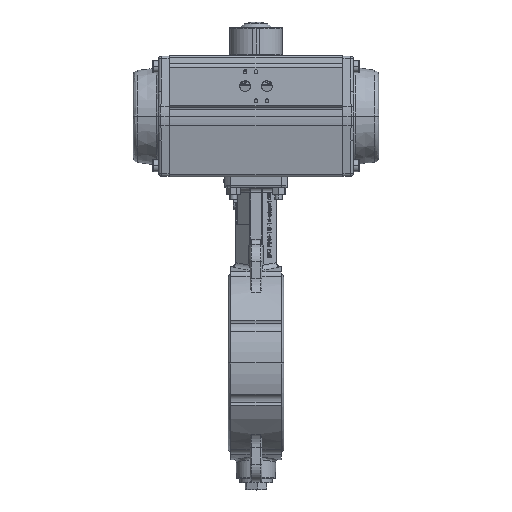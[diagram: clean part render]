
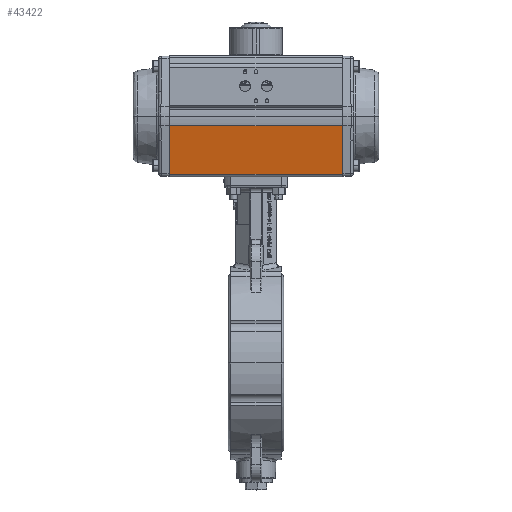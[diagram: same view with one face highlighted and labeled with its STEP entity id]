
A CAD part, top view. The second image highlights one B-rep face of the part: STEP entity #43422.
In plain terms, the highlighted planar face has unit normal (0, 0.185, -0.983).
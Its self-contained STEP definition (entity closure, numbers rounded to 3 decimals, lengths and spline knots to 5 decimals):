
#4754 = LINE ( 'NONE', #20705, #30111 ) ;
#14326 = VERTEX_POINT ( 'NONE', #29974 ) ;
#14417 = VERTEX_POINT ( 'NONE', #27214 ) ;
#15057 = VERTEX_POINT ( 'NONE', #16072 ) ;
#16072 = CARTESIAN_POINT ( 'NONE',  ( -0.14313, 0.15569, 0.42601 ) ) ;
#17595 = CARTESIAN_POINT ( 'NONE',  ( 0.04687, 0.10227, 0.41596 ) ) ;
#17925 = CARTESIAN_POINT ( 'NONE',  ( -0.14313, 0.10227, 0.41596 ) ) ;
#18349 = CARTESIAN_POINT ( 'NONE',  ( 0.04687, 0.10227, 0.41596 ) ) ;
#19314 = EDGE_CURVE ( 'NONE', #20290, #14417, #44631, .T. ) ;
#20290 = VERTEX_POINT ( 'NONE', #54685 ) ;
#20705 = CARTESIAN_POINT ( 'NONE',  ( 0.04687, 0.15569, 0.42601 ) ) ;
#20995 = ORIENTED_EDGE ( 'NONE', *, *, #19314, .T. ) ;
#23542 = VECTOR ( 'NONE', #64247, 1. ) ;
#24890 = AXIS2_PLACEMENT_3D ( 'NONE', #18349, #34596, #55846 ) ;
#25171 = LINE ( 'NONE', #31265, #28974 ) ;
#27214 = CARTESIAN_POINT ( 'NONE',  ( -0.14313, 0.10227, 0.41596 ) ) ;
#28974 = VECTOR ( 'NONE', #51489, 1. ) ;
#29974 = CARTESIAN_POINT ( 'NONE',  ( 0.04687, 0.15569, 0.42601 ) ) ;
#30111 = VECTOR ( 'NONE', #56166, 1. ) ;
#31265 = CARTESIAN_POINT ( 'NONE',  ( 0.04687, 0.10227, 0.41596 ) ) ;
#34596 = DIRECTION ( 'NONE',  ( 0., 0.185, -0.983 ) ) ;
#35266 = FACE_OUTER_BOUND ( 'NONE', #43741, .T. ) ;
#38686 = EDGE_CURVE ( 'NONE', #14417, #15057, #48653, .T. ) ;
#38871 = ORIENTED_EDGE ( 'NONE', *, *, #39337, .T. ) ;
#39337 = EDGE_CURVE ( 'NONE', #14326, #20290, #25171, .T. ) ;
#43422 = ADVANCED_FACE ( 'NONE', ( #35266 ), #66027, .T. ) ;
#43741 = EDGE_LOOP ( 'NONE', ( #20995, #50524, #50047, #38871 ) ) ;
#44631 = LINE ( 'NONE', #17595, #58035 ) ;
#48653 = LINE ( 'NONE', #17925, #23542 ) ;
#49347 = DIRECTION ( 'NONE',  ( -1., 0., 0. ) ) ;
#50047 = ORIENTED_EDGE ( 'NONE', *, *, #60417, .T. ) ;
#50524 = ORIENTED_EDGE ( 'NONE', *, *, #38686, .T. ) ;
#51489 = DIRECTION ( 'NONE',  ( 0., -0.983, -0.185 ) ) ;
#54685 = CARTESIAN_POINT ( 'NONE',  ( 0.04687, 0.10227, 0.41596 ) ) ;
#55846 = DIRECTION ( 'NONE',  ( 0., 0.983, 0.185 ) ) ;
#56166 = DIRECTION ( 'NONE',  ( 1., 0., 0. ) ) ;
#58035 = VECTOR ( 'NONE', #49347, 1. ) ;
#60417 = EDGE_CURVE ( 'NONE', #15057, #14326, #4754, .T. ) ;
#64247 = DIRECTION ( 'NONE',  ( 0., 0.983, 0.185 ) ) ;
#66027 = PLANE ( 'NONE',  #24890 ) ;
